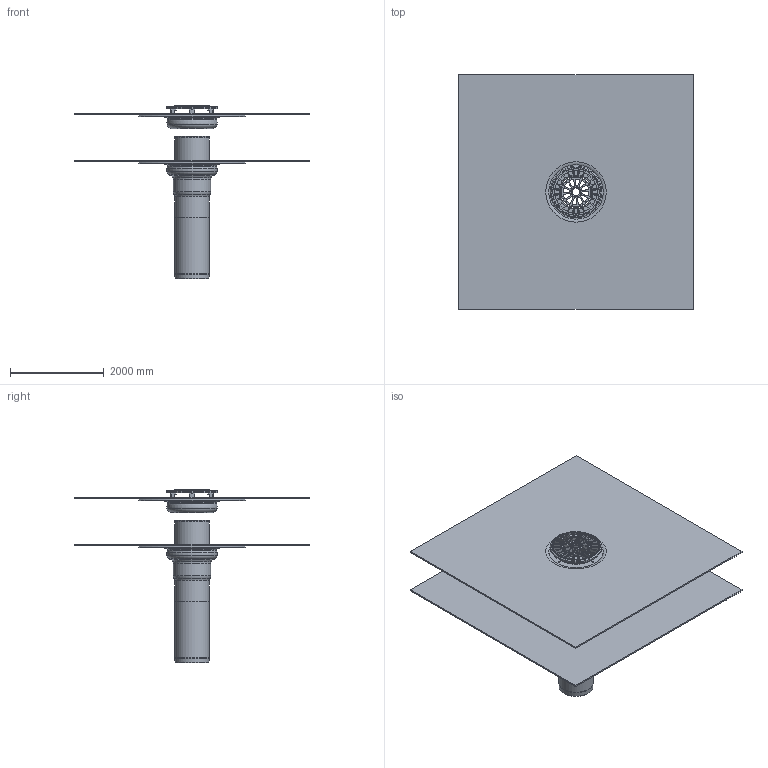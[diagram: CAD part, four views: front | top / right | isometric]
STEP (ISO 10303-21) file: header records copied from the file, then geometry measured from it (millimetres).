
FILE_DESCRIPTION(/* description */ (''),/* implementation_level */ '2;1');
FILE_NAME(/* name */ '15281.070X_3D.stp',/* time_stamp */ '2024-12-11T14:56:11+01:00',/* author */ ('CAD'),/* organization */ (''),/* preprocessor_version */ 'ST-DEVELOPER v20',/* originating_system */ 'AutoCAD Mechanical',/* authorisation */ '');
FILE_SCHEMA (('AUTOMOTIVE_DESIGN { 1 0 10303 214 3 1 1 }'));
Length unit declared in the file: centimetre
Products named in the file (2): Product; *S20
Assembly tree (1 placements, depth 2):
  Product
    *S20
Bounding box: 5000 x 5000 x 3697.7 mm (x, y, z)
Volume: 1935704922.2 mm3; surface area: 145623462.5 mm2
Topology: 14 solids, 14 shells, 609 faces, 1719 edges, 1129 vertices
Faces by surface type: cylinder 269, plane 147, torus 99, cone 84, sphere 8, bspline 2
Full cylindrical faces by diameter (mm): 20 x16, 32 x2, 52 x2, 170 x1, 698 x3, 730 x4, 736 x1, 763 x1, 770 x5, 795 x1, 810 x3, 885 x2, 900 x1, 901 x2, 905 x2, 953.818 x2, 965 x4, 1100 x1
Entity records: 24021 total; most frequent: CARTESIAN_POINT 7782, DIRECTION 3457, ORIENTED_EDGE 3434, EDGE_CURVE 1717, AXIS2_PLACEMENT_3D 1422, VERTEX_POINT 1125, CIRCLE 810, EDGE_LOOP 734
